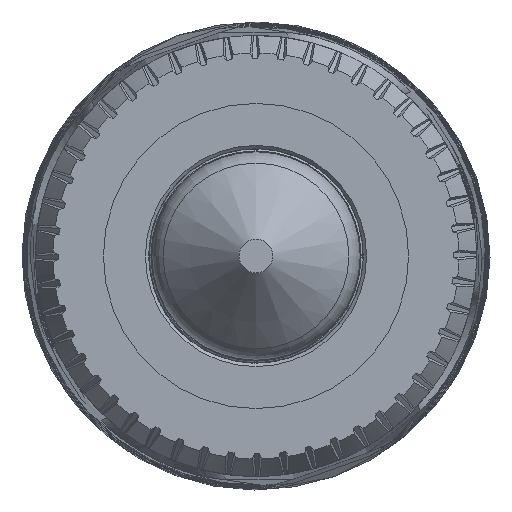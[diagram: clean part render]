
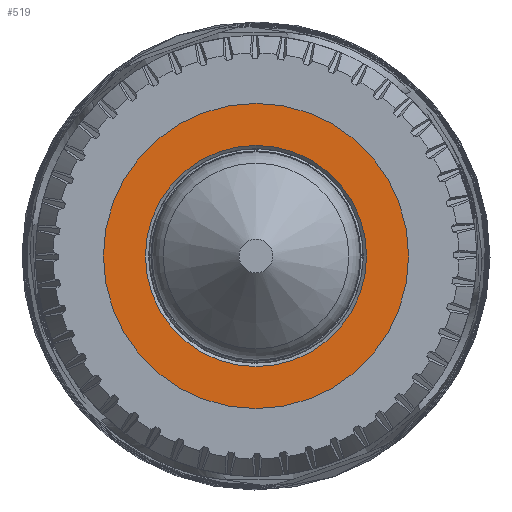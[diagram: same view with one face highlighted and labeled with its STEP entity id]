
A CAD part, front view. The second image highlights one B-rep face of the part: STEP entity #519.
In plain terms, the highlighted planar face has unit normal (0, -1, 0).
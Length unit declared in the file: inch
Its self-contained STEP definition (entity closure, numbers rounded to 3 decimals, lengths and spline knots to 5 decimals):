
#488=CARTESIAN_POINT('',(0.,0.99557,-0.12835));
#489=VERTEX_POINT('',#488);
#490=CARTESIAN_POINT('',(0.,0.99557,0.));
#491=DIRECTION('',(0.0,-1.0,0.0));
#492=DIRECTION('',(0.0,0.0,1.0));
#493=AXIS2_PLACEMENT_3D('',#490,#491,#492);
#494=CIRCLE('',#493,0.12835);
#495=EDGE_CURVE('',#489,#489,#494,.T.);
#500=CARTESIAN_POINT('',(0.,0.99557,0.));
#501=DIRECTION('',(0.0,1.0,0.0));
#502=DIRECTION('',(1.0,0.0,0.0));
#503=AXIS2_PLACEMENT_3D('',#500,#501,#502);
#504=PLANE('',#503);
#505=CARTESIAN_POINT('',(0.,0.99557,-0.17717));
#506=VERTEX_POINT('',#505);
#507=CARTESIAN_POINT('',(0.,0.99557,0.));
#508=DIRECTION('',(0.0,1.0,0.0));
#509=DIRECTION('',(0.0,0.0,1.0));
#510=AXIS2_PLACEMENT_3D('',#507,#508,#509);
#511=CIRCLE('',#510,0.17717);
#512=EDGE_CURVE('',#506,#506,#511,.T.);
#513=ORIENTED_EDGE('',*,*,#512,.F.);
#514=EDGE_LOOP('',(#513));
#515=FACE_OUTER_BOUND('',#514,.T.);
#516=ORIENTED_EDGE('',*,*,#495,.F.);
#517=EDGE_LOOP('',(#516));
#518=FACE_BOUND('',#517,.T.);
#519=ADVANCED_FACE('',(#515,#518),#504,.F.);
